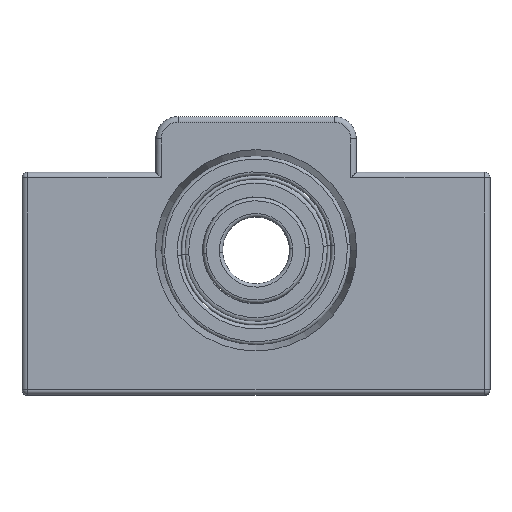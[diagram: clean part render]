
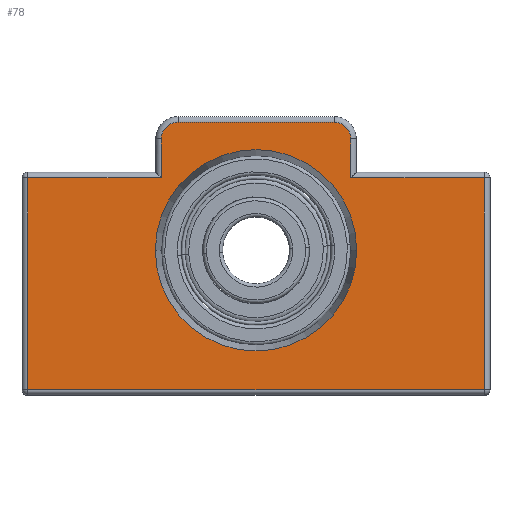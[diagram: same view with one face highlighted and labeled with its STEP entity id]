
A CAD part, top view. The second image highlights one B-rep face of the part: STEP entity #78.
In plain terms, the highlighted planar face has unit normal (0, 0, 1).
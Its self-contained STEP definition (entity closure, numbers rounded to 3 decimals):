
#78 = ADVANCED_FACE ( 'NONE', ( #235, #2046 ), #537, .F. ) ;
#83 = VERTEX_POINT ( 'NONE', #929 ) ;
#91 = CIRCLE ( 'NONE', #3195, 1.5 ) ;
#130 = LINE ( 'NONE', #3652, #3662 ) ;
#137 = ORIENTED_EDGE ( 'NONE', *, *, #3692, .T. ) ;
#151 = VERTEX_POINT ( 'NONE', #3689 ) ;
#157 = CARTESIAN_POINT ( 'NONE',  ( 7., 12., 6. ) ) ;
#208 = ORIENTED_EDGE ( 'NONE', *, *, #848, .T. ) ;
#222 = DIRECTION ( 'NONE',  ( -1., 0., 0. ) ) ;
#235 = FACE_BOUND ( 'NONE', #3237, .T. ) ;
#237 = DIRECTION ( 'NONE',  ( 0., 0., -1. ) ) ;
#248 = ORIENTED_EDGE ( 'NONE', *, *, #3587, .T. ) ;
#265 = CARTESIAN_POINT ( 'NONE',  ( 0., 0., 6. ) ) ;
#314 = CARTESIAN_POINT ( 'NONE',  ( -20.5, 0., 6. ) ) ;
#326 = DIRECTION ( 'NONE',  ( 0., 0., 1. ) ) ;
#328 = LINE ( 'NONE', #1975, #2950 ) ;
#412 = EDGE_CURVE ( 'NONE', #1572, #1845, #130, .T. ) ;
#470 = EDGE_CURVE ( 'NONE', #2011, #83, #3437, .T. ) ;
#477 = CARTESIAN_POINT ( 'NONE',  ( -8.5, 10.5, 6. ) ) ;
#491 = CARTESIAN_POINT ( 'NONE',  ( 0., 7., 6. ) ) ;
#537 = PLANE ( 'NONE',  #3806 ) ;
#622 = ORIENTED_EDGE ( 'NONE', *, *, #4397, .T. ) ;
#657 = DIRECTION ( 'NONE',  ( 0., -1., 0. ) ) ;
#659 = CARTESIAN_POINT ( 'NONE',  ( 20.5, 0., 6. ) ) ;
#791 = VERTEX_POINT ( 'NONE', #1466 ) ;
#813 = VERTEX_POINT ( 'NONE', #1449 ) ;
#819 = DIRECTION ( 'NONE',  ( -1., 0., 0. ) ) ;
#848 = EDGE_CURVE ( 'NONE', #1622, #151, #1927, .T. ) ;
#929 = CARTESIAN_POINT ( 'NONE',  ( -20.5, 7., 6. ) ) ;
#951 = ORIENTED_EDGE ( 'NONE', *, *, #2424, .T. ) ;
#1009 = VECTOR ( 'NONE', #657, 1000. ) ;
#1089 = CARTESIAN_POINT ( 'NONE',  ( -8.5, 7., 6. ) ) ;
#1217 = ORIENTED_EDGE ( 'NONE', *, *, #1553, .T. ) ;
#1226 = DIRECTION ( 'NONE',  ( 0., 0., -1. ) ) ;
#1289 = CARTESIAN_POINT ( 'NONE',  ( -8.5, 0., 6. ) ) ;
#1449 = CARTESIAN_POINT ( 'NONE',  ( -20.5, -12., 6. ) ) ;
#1466 = CARTESIAN_POINT ( 'NONE',  ( 20.5, -12., 6. ) ) ;
#1553 = EDGE_CURVE ( 'NONE', #2758, #2585, #3484, .T. ) ;
#1562 = DIRECTION ( 'NONE',  ( 0., 0., 1. ) ) ;
#1572 = VERTEX_POINT ( 'NONE', #157 ) ;
#1598 = VECTOR ( 'NONE', #3332, 1000. ) ;
#1622 = VERTEX_POINT ( 'NONE', #3127 ) ;
#1636 = DIRECTION ( 'NONE',  ( 1., 0., 0. ) ) ;
#1716 = LINE ( 'NONE', #1795, #3321 ) ;
#1795 = CARTESIAN_POINT ( 'NONE',  ( 8.5, 0., 6. ) ) ;
#1845 = VERTEX_POINT ( 'NONE', #4094 ) ;
#1927 = CIRCLE ( 'NONE', #3111, 9.036 ) ;
#1944 = CARTESIAN_POINT ( 'NONE',  ( 0., 0.5, 6. ) ) ;
#1975 = CARTESIAN_POINT ( 'NONE',  ( 0., -12., 6. ) ) ;
#2011 = VERTEX_POINT ( 'NONE', #1089 ) ;
#2046 = FACE_OUTER_BOUND ( 'NONE', #4070, .T. ) ;
#2124 = CIRCLE ( 'NONE', #3166, 9.036 ) ;
#2156 = VERTEX_POINT ( 'NONE', #477 ) ;
#2360 = CARTESIAN_POINT ( 'NONE',  ( -7., 10.5, 6. ) ) ;
#2424 = EDGE_CURVE ( 'NONE', #813, #791, #328, .T. ) ;
#2521 = VECTOR ( 'NONE', #3216, 1000. ) ;
#2522 = DIRECTION ( 'NONE',  ( 0., 0., -1. ) ) ;
#2555 = LINE ( 'NONE', #659, #4187 ) ;
#2565 = EDGE_CURVE ( 'NONE', #2585, #2776, #1716, .T. ) ;
#2585 = VERTEX_POINT ( 'NONE', #3535 ) ;
#2590 = AXIS2_PLACEMENT_3D ( 'NONE', #3613, #1562, #3976 ) ;
#2608 = CARTESIAN_POINT ( 'NONE',  ( 8.5, 10.5, 6. ) ) ;
#2619 = CARTESIAN_POINT ( 'NONE',  ( 0., 7., 6. ) ) ;
#2721 = DIRECTION ( 'NONE',  ( -1., 0., 0. ) ) ;
#2758 = VERTEX_POINT ( 'NONE', #2936 ) ;
#2776 = VERTEX_POINT ( 'NONE', #2608 ) ;
#2780 = ORIENTED_EDGE ( 'NONE', *, *, #4381, .T. ) ;
#2832 = DIRECTION ( 'NONE',  ( 0., 1., 0. ) ) ;
#2936 = CARTESIAN_POINT ( 'NONE',  ( 20.5, 7., 6. ) ) ;
#2950 = VECTOR ( 'NONE', #1636, 1000. ) ;
#3081 = ORIENTED_EDGE ( 'NONE', *, *, #2565, .T. ) ;
#3111 = AXIS2_PLACEMENT_3D ( 'NONE', #1944, #2522, #3584 ) ;
#3127 = CARTESIAN_POINT ( 'NONE',  ( 9.036, 0.5, 6. ) ) ;
#3166 = AXIS2_PLACEMENT_3D ( 'NONE', #3272, #1226, #3621 ) ;
#3195 = AXIS2_PLACEMENT_3D ( 'NONE', #2360, #326, #2721 ) ;
#3216 = DIRECTION ( 'NONE',  ( -1., 0., 0. ) ) ;
#3237 = EDGE_LOOP ( 'NONE', ( #208, #248 ) ) ;
#3272 = CARTESIAN_POINT ( 'NONE',  ( 0., 0.5, 6. ) ) ;
#3321 = VECTOR ( 'NONE', #2832, 1000. ) ;
#3332 = DIRECTION ( 'NONE',  ( 0., -1., 0. ) ) ;
#3437 = LINE ( 'NONE', #2619, #2521 ) ;
#3484 = LINE ( 'NONE', #491, #4203 ) ;
#3523 = LINE ( 'NONE', #1289, #1598 ) ;
#3535 = CARTESIAN_POINT ( 'NONE',  ( 8.5, 7., 6. ) ) ;
#3584 = DIRECTION ( 'NONE',  ( -1., 0., 0. ) ) ;
#3587 = EDGE_CURVE ( 'NONE', #151, #1622, #2124, .T. ) ;
#3606 = DIRECTION ( 'NONE',  ( -1., 0., 0. ) ) ;
#3613 = CARTESIAN_POINT ( 'NONE',  ( 7., 10.5, 6. ) ) ;
#3621 = DIRECTION ( 'NONE',  ( -1., 0., 0. ) ) ;
#3652 = CARTESIAN_POINT ( 'NONE',  ( 0., 12., 6. ) ) ;
#3662 = VECTOR ( 'NONE', #3606, 1000. ) ;
#3671 = ORIENTED_EDGE ( 'NONE', *, *, #3891, .T. ) ;
#3676 = ORIENTED_EDGE ( 'NONE', *, *, #412, .T. ) ;
#3689 = CARTESIAN_POINT ( 'NONE',  ( -9.036, 0.5, 6. ) ) ;
#3692 = EDGE_CURVE ( 'NONE', #2156, #2011, #3523, .T. ) ;
#3734 = LINE ( 'NONE', #314, #1009 ) ;
#3793 = CIRCLE ( 'NONE', #2590, 1.5 ) ;
#3806 = AXIS2_PLACEMENT_3D ( 'NONE', #265, #237, #222 ) ;
#3891 = EDGE_CURVE ( 'NONE', #791, #2758, #2555, .T. ) ;
#3892 = ORIENTED_EDGE ( 'NONE', *, *, #4183, .T. ) ;
#3923 = ORIENTED_EDGE ( 'NONE', *, *, #470, .T. ) ;
#3976 = DIRECTION ( 'NONE',  ( -1., 0., 0. ) ) ;
#4070 = EDGE_LOOP ( 'NONE', ( #622, #137, #3923, #2780, #951, #3671, #1217, #3081, #3892, #3676 ) ) ;
#4094 = CARTESIAN_POINT ( 'NONE',  ( -7., 12., 6. ) ) ;
#4183 = EDGE_CURVE ( 'NONE', #2776, #1572, #3793, .T. ) ;
#4187 = VECTOR ( 'NONE', #4459, 1000. ) ;
#4203 = VECTOR ( 'NONE', #819, 1000. ) ;
#4381 = EDGE_CURVE ( 'NONE', #83, #813, #3734, .T. ) ;
#4397 = EDGE_CURVE ( 'NONE', #1845, #2156, #91, .T. ) ;
#4459 = DIRECTION ( 'NONE',  ( 0., 1., 0. ) ) ;
